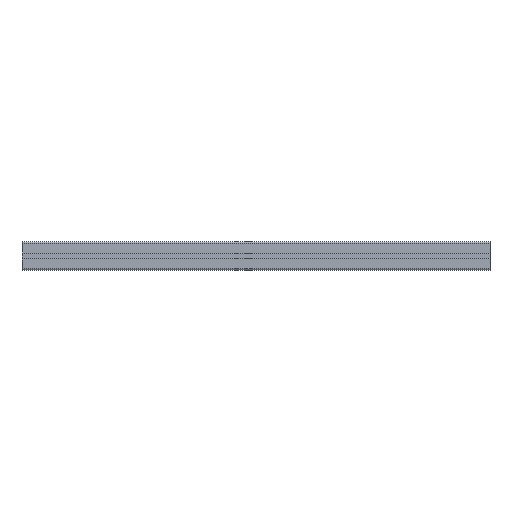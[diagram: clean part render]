
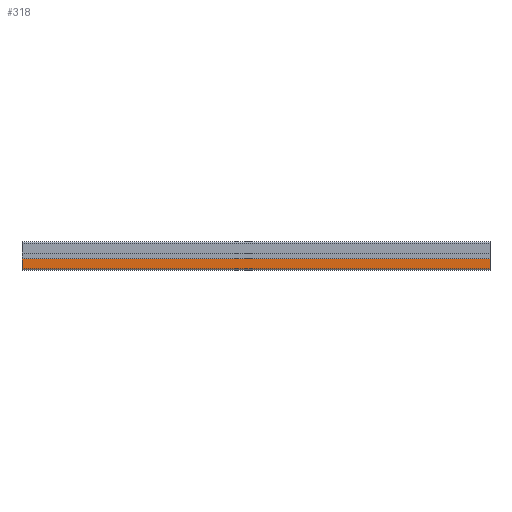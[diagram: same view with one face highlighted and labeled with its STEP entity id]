
A CAD part, left-side view. The second image highlights one B-rep face of the part: STEP entity #318.
In plain terms, the highlighted planar face has unit normal (-1, 0, 0).
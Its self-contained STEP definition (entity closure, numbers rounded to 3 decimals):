
#318=ADVANCED_FACE('',(#712),#713,.F.);
#712=FACE_OUTER_BOUND('',#1150,.T.);
#713=PLANE('',#1151);
#1150=EDGE_LOOP('',(#2803,#2804,#2805,#2806));
#1151=AXIS2_PLACEMENT_3D('',#2807,#2808,#2809);
#2803=ORIENTED_EDGE('',*,*,#3621,.F.);
#2804=ORIENTED_EDGE('',*,*,#3698,.F.);
#2805=ORIENTED_EDGE('',*,*,#3278,.F.);
#2806=ORIENTED_EDGE('',*,*,#3697,.T.);
#2807=CARTESIAN_POINT('',(-30.,3500.0,-16.65));
#2808=DIRECTION('',(1.0,0.,0.));
#2809=DIRECTION('',(0.,0.,-1.0));
#3278=EDGE_CURVE('',#4061,#4063,#4064,.T.);
#3621=EDGE_CURVE('',#4622,#4624,#4625,.T.);
#3697=EDGE_CURVE('',#4061,#4624,#4737,.T.);
#3698=EDGE_CURVE('',#4063,#4622,#4738,.T.);
#4061=VERTEX_POINT('',#5185);
#4063=VERTEX_POINT('',#5187);
#4064=LINE('',#5188,#5189);
#4622=VERTEX_POINT('',#5992);
#4624=VERTEX_POINT('',#5994);
#4625=LINE('',#5995,#5996);
#4737=LINE('',#6172,#6173);
#4738=LINE('',#6174,#6175);
#5185=CARTESIAN_POINT('',(-30.,1000.0,-27.));
#5187=CARTESIAN_POINT('',(-30.,1000.0,-6.3));
#5188=CARTESIAN_POINT('',(-30.,1000.0,-16.65));
#5189=VECTOR('',#6574,1.0);
#5992=CARTESIAN_POINT('',(-30.,0.0,-6.3));
#5994=CARTESIAN_POINT('',(-30.,0.0,-27.));
#5995=CARTESIAN_POINT('',(-30.,0.0,-16.65));
#5996=VECTOR('',#7111,1.0);
#6172=CARTESIAN_POINT('',(-30.,3500.0,-27.));
#6173=VECTOR('',#7209,1.0);
#6174=CARTESIAN_POINT('',(-30.,3500.0,-6.3));
#6175=VECTOR('',#7210,1.0);
#6574=DIRECTION('',(0.,0.,1.0));
#7111=DIRECTION('',(0.,0.,-1.0));
#7209=DIRECTION('',(0.,-1.0,0.0));
#7210=DIRECTION('',(0.,-1.0,0.0));
